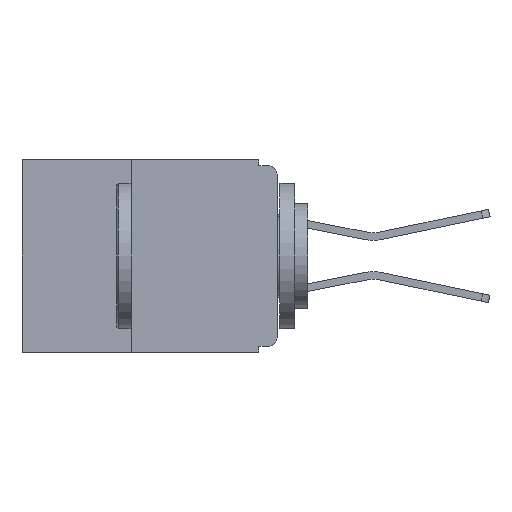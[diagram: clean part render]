
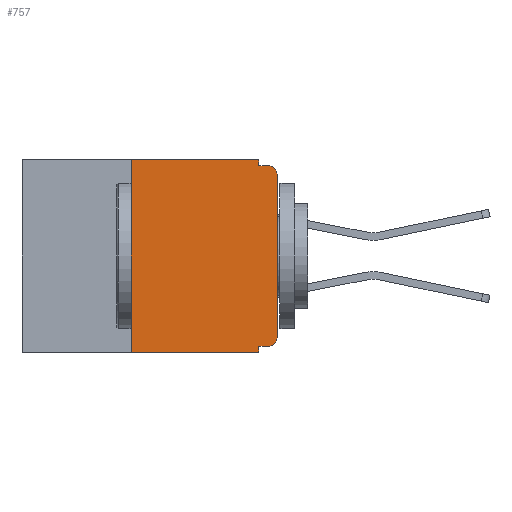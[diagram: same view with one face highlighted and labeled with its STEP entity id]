
A CAD part, left-side view. The second image highlights one B-rep face of the part: STEP entity #757.
In plain terms, the highlighted planar face has unit normal (-1, 0, 0).
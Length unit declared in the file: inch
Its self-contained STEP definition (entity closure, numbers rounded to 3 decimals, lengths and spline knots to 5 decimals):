
#103 = CARTESIAN_POINT ( 'NONE',  ( 0., 0.031, 0. ) ) ;
#757 = ADVANCED_FACE ( 'NONE', ( #30284 ), #8380, .F. ) ;
#778 = CARTESIAN_POINT ( 'NONE',  ( 0., 0.031, 0. ) ) ;
#2168 = ORIENTED_EDGE ( 'NONE', *, *, #6308, .F. ) ;
#2427 = CARTESIAN_POINT ( 'NONE',  ( 0., 0., -0.01 ) ) ;
#3061 = EDGE_CURVE ( 'NONE', #13755, #7571, #22433, .T. ) ;
#3424 = ORIENTED_EDGE ( 'NONE', *, *, #13870, .F. ) ;
#3455 = CARTESIAN_POINT ( 'NONE',  ( 0., 0.437, -0.33 ) ) ;
#4821 = VERTEX_POINT ( 'NONE', #6343 ) ;
#5735 = CARTESIAN_POINT ( 'NONE',  ( 0., 0.25, 0. ) ) ;
#5884 = LINE ( 'NONE', #778, #7526 ) ;
#6239 = VECTOR ( 'NONE', #29622, 39.37008 ) ;
#6308 = EDGE_CURVE ( 'NONE', #4821, #27457, #6893, .T. ) ;
#6343 = CARTESIAN_POINT ( 'NONE',  ( 0., 0.031, -0.01 ) ) ;
#6867 = DIRECTION ( 'NONE',  ( 0., -1., 0. ) ) ;
#6893 = LINE ( 'NONE', #2427, #26910 ) ;
#6938 = CARTESIAN_POINT ( 'NONE',  ( 0., 0.015, -0.01 ) ) ;
#7069 = LINE ( 'NONE', #3455, #6239 ) ;
#7110 = DIRECTION ( 'NONE',  ( 0., 0., -1. ) ) ;
#7228 = DIRECTION ( 'NONE',  ( 1., 0., 0. ) ) ;
#7526 = VECTOR ( 'NONE', #19165, 39.37008 ) ;
#7571 = VERTEX_POINT ( 'NONE', #24920 ) ;
#7763 = LINE ( 'NONE', #21047, #26971 ) ;
#8380 = PLANE ( 'NONE',  #23601 ) ;
#8498 = VECTOR ( 'NONE', #28251, 39.37008 ) ;
#9943 = DIRECTION ( 'NONE',  ( -1., 0., 0. ) ) ;
#10002 = CARTESIAN_POINT ( 'NONE',  ( 0., 0.25, -0.33 ) ) ;
#10306 = DIRECTION ( 'NONE',  ( -1., 0., 0. ) ) ;
#11662 = EDGE_CURVE ( 'NONE', #13755, #11768, #20506, .T. ) ;
#11768 = VERTEX_POINT ( 'NONE', #29103 ) ;
#12162 = VERTEX_POINT ( 'NONE', #15000 ) ;
#12256 = VECTOR ( 'NONE', #16243, 39.37008 ) ;
#12265 = CARTESIAN_POINT ( 'NONE',  ( 0., 0.437, 0. ) ) ;
#12387 = CARTESIAN_POINT ( 'NONE',  ( 0., 0.25, -0.33 ) ) ;
#12507 = ORIENTED_EDGE ( 'NONE', *, *, #20810, .F. ) ;
#12681 = EDGE_CURVE ( 'NONE', #28742, #27457, #24066, .T. ) ;
#13352 = DIRECTION ( 'NONE',  ( 0., 1., 0. ) ) ;
#13656 = CARTESIAN_POINT ( 'NONE',  ( 0., 0., 0. ) ) ;
#13755 = VERTEX_POINT ( 'NONE', #27706 ) ;
#13870 = EDGE_CURVE ( 'NONE', #19894, #14670, #16278, .T. ) ;
#14041 = AXIS2_PLACEMENT_3D ( 'NONE', #25583, #9943, #28198 ) ;
#14270 = CARTESIAN_POINT ( 'NONE',  ( 0., 0., -0.32 ) ) ;
#14506 = LINE ( 'NONE', #22541, #22248 ) ;
#14670 = VERTEX_POINT ( 'NONE', #5735 ) ;
#15000 = CARTESIAN_POINT ( 'NONE',  ( 0., 0.031, -0.33 ) ) ;
#16243 = DIRECTION ( 'NONE',  ( 0., 0., 1. ) ) ;
#16278 = LINE ( 'NONE', #10002, #8498 ) ;
#16292 = VECTOR ( 'NONE', #13352, 39.37008 ) ;
#16566 = ORIENTED_EDGE ( 'NONE', *, *, #26732, .F. ) ;
#16760 = EDGE_CURVE ( 'NONE', #19894, #12162, #7069, .T. ) ;
#17402 = ORIENTED_EDGE ( 'NONE', *, *, #16760, .T. ) ;
#18203 = VERTEX_POINT ( 'NONE', #103 ) ;
#19165 = DIRECTION ( 'NONE',  ( 0., 0., -1. ) ) ;
#19894 = VERTEX_POINT ( 'NONE', #12387 ) ;
#20506 = CIRCLE ( 'NONE', #14041, 0.015 ) ;
#20661 = ORIENTED_EDGE ( 'NONE', *, *, #23252, .T. ) ;
#20796 = DIRECTION ( 'NONE',  ( 0., -1., 0. ) ) ;
#20810 = EDGE_CURVE ( 'NONE', #18203, #4821, #5884, .T. ) ;
#21047 = CARTESIAN_POINT ( 'NONE',  ( 0., 0.031, -0.33 ) ) ;
#22248 = VECTOR ( 'NONE', #6867, 39.37008 ) ;
#22433 = LINE ( 'NONE', #14270, #16292 ) ;
#22541 = CARTESIAN_POINT ( 'NONE',  ( 0., 0.437, 0. ) ) ;
#22579 = AXIS2_PLACEMENT_3D ( 'NONE', #25956, #10306, #28561 ) ;
#23252 = EDGE_CURVE ( 'NONE', #11768, #28742, #32881, .T. ) ;
#23601 = AXIS2_PLACEMENT_3D ( 'NONE', #12265, #7228, #7110 ) ;
#24066 = CIRCLE ( 'NONE', #22579, 0.015 ) ;
#24920 = CARTESIAN_POINT ( 'NONE',  ( 0., 0.031, -0.32 ) ) ;
#25153 = ORIENTED_EDGE ( 'NONE', *, *, #33009, .F. ) ;
#25583 = CARTESIAN_POINT ( 'NONE',  ( 0., 0.015, -0.305 ) ) ;
#25956 = CARTESIAN_POINT ( 'NONE',  ( 0., 0.015, -0.025 ) ) ;
#26732 = EDGE_CURVE ( 'NONE', #14670, #18203, #14506, .T. ) ;
#26910 = VECTOR ( 'NONE', #20796, 39.37008 ) ;
#26971 = VECTOR ( 'NONE', #28868, 39.37008 ) ;
#27457 = VERTEX_POINT ( 'NONE', #6938 ) ;
#27706 = CARTESIAN_POINT ( 'NONE',  ( 0., 0.015, -0.32 ) ) ;
#28198 = DIRECTION ( 'NONE',  ( 0., 0., -1. ) ) ;
#28251 = DIRECTION ( 'NONE',  ( 0., 0., 1. ) ) ;
#28304 = CARTESIAN_POINT ( 'NONE',  ( 0., 0., -0.025 ) ) ;
#28561 = DIRECTION ( 'NONE',  ( 0., 0., -1. ) ) ;
#28624 = EDGE_LOOP ( 'NONE', ( #20661, #29181, #2168, #12507, #16566, #3424, #17402, #25153, #31969, #33499 ) ) ;
#28742 = VERTEX_POINT ( 'NONE', #28304 ) ;
#28868 = DIRECTION ( 'NONE',  ( 0., 0., -1. ) ) ;
#29103 = CARTESIAN_POINT ( 'NONE',  ( 0., 0., -0.305 ) ) ;
#29181 = ORIENTED_EDGE ( 'NONE', *, *, #12681, .T. ) ;
#29622 = DIRECTION ( 'NONE',  ( 0., -1., 0. ) ) ;
#30284 = FACE_OUTER_BOUND ( 'NONE', #28624, .T. ) ;
#31969 = ORIENTED_EDGE ( 'NONE', *, *, #3061, .F. ) ;
#32881 = LINE ( 'NONE', #13656, #12256 ) ;
#33009 = EDGE_CURVE ( 'NONE', #7571, #12162, #7763, .T. ) ;
#33499 = ORIENTED_EDGE ( 'NONE', *, *, #11662, .T. ) ;
